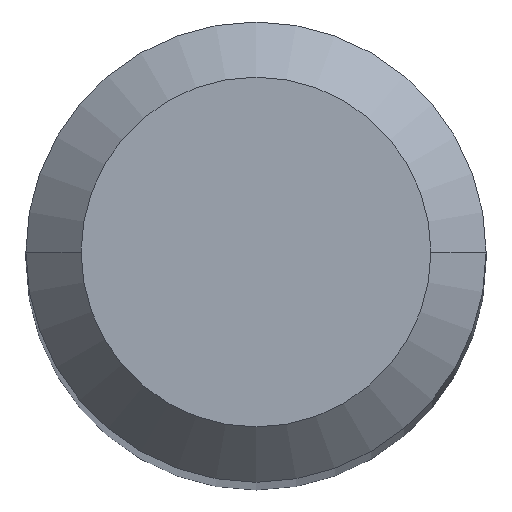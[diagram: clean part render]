
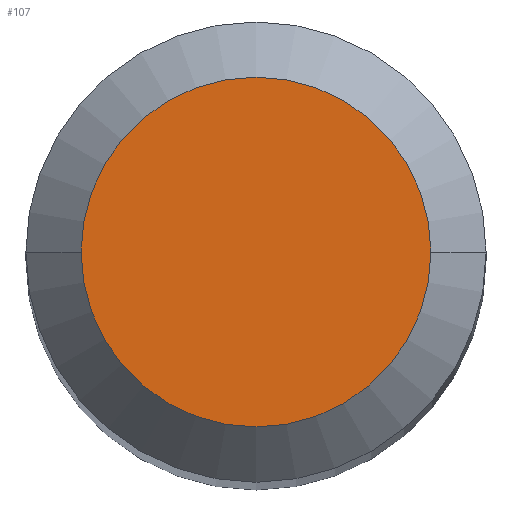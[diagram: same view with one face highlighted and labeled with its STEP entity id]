
A CAD part, top view. The second image highlights one B-rep face of the part: STEP entity #107.
In plain terms, the highlighted planar face has unit normal (0, 0, 1).
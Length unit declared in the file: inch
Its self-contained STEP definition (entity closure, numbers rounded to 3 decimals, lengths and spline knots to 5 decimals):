
#2 = AXIS2_PLACEMENT_3D ( 'NONE', #15, #221, #287 ) ;
#15 = CARTESIAN_POINT ( 'NONE',  ( 0., 0., 1.5 ) ) ;
#31 = DIRECTION ( 'NONE',  ( 0., 0., 1. ) ) ;
#61 = DIRECTION ( 'NONE',  ( 0., 0., 1. ) ) ;
#71 = DIRECTION ( 'NONE',  ( 1., 0., 0. ) ) ;
#72 = VERTEX_POINT ( 'NONE', #199 ) ;
#75 = PLANE ( 'NONE',  #88 ) ;
#88 = AXIS2_PLACEMENT_3D ( 'NONE', #176, #31, #181 ) ;
#93 = CIRCLE ( 'NONE', #159, 0.0475 ) ;
#101 = EDGE_LOOP ( 'NONE', ( #171, #126 ) ) ;
#107 = ADVANCED_FACE ( 'NONE', ( #234 ), #75, .T. ) ;
#126 = ORIENTED_EDGE ( 'NONE', *, *, #239, .T. ) ;
#135 = CARTESIAN_POINT ( 'NONE',  ( 0.0475, 0., 1.5 ) ) ;
#159 = AXIS2_PLACEMENT_3D ( 'NONE', #184, #61, #71 ) ;
#171 = ORIENTED_EDGE ( 'NONE', *, *, #223, .T. ) ;
#176 = CARTESIAN_POINT ( 'NONE',  ( 0., 0., 1.5 ) ) ;
#181 = DIRECTION ( 'NONE',  ( 1., 0., 0. ) ) ;
#184 = CARTESIAN_POINT ( 'NONE',  ( 0., 0., 1.5 ) ) ;
#199 = CARTESIAN_POINT ( 'NONE',  ( -0.0475, 0., 1.5 ) ) ;
#221 = DIRECTION ( 'NONE',  ( 0., 0., 1. ) ) ;
#223 = EDGE_CURVE ( 'NONE', #72, #238, #241, .T. ) ;
#234 = FACE_OUTER_BOUND ( 'NONE', #101, .T. ) ;
#238 = VERTEX_POINT ( 'NONE', #135 ) ;
#239 = EDGE_CURVE ( 'NONE', #238, #72, #93, .T. ) ;
#241 = CIRCLE ( 'NONE', #2, 0.0475 ) ;
#287 = DIRECTION ( 'NONE',  ( 1., 0., 0. ) ) ;
